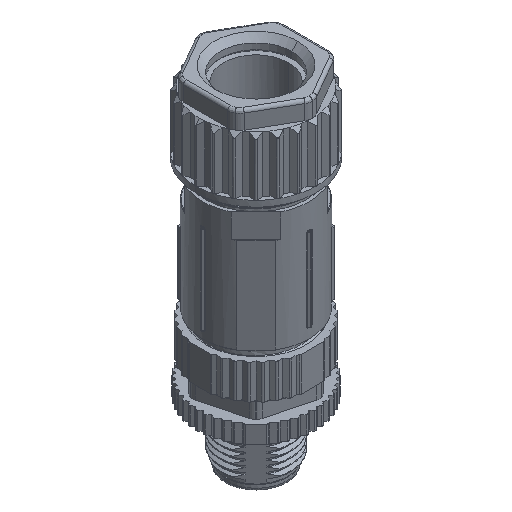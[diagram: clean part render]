
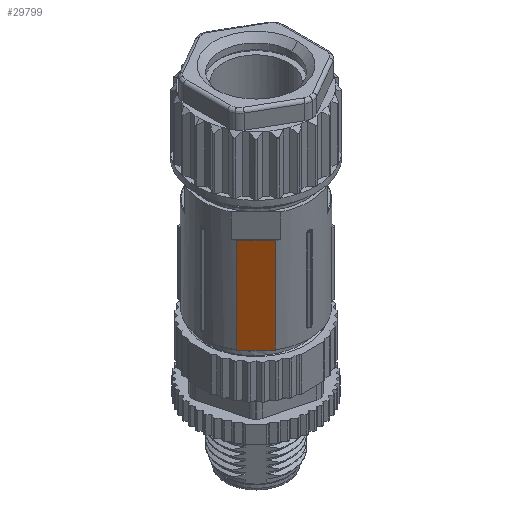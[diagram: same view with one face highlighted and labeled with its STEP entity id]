
A CAD part, isometric view. The second image highlights one B-rep face of the part: STEP entity #29799.
In plain terms, the highlighted planar face has unit normal (-0.707, -0.707, 0).
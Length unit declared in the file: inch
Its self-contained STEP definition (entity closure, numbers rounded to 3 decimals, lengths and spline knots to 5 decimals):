
#199 = DIRECTION ( 'NONE',  ( 0., 0., 1. ) ) ;
#258 = CARTESIAN_POINT ( 'NONE',  ( -0.30635, -0.17805, 0.8622 ) ) ;
#7995 = VERTEX_POINT ( 'NONE', #258 ) ;
#11887 = LINE ( 'NONE', #41634, #64986 ) ;
#13723 = CARTESIAN_POINT ( 'NONE',  ( -0.2422, -0.2422, 0.54724 ) ) ;
#17603 = AXIS2_PLACEMENT_3D ( 'NONE', #13723, #55221, #117491 ) ;
#18996 = VECTOR ( 'NONE', #40166, 39.37008 ) ;
#20856 = EDGE_CURVE ( 'NONE', #88866, #7995, #11887, .T. ) ;
#21359 = PLANE ( 'NONE',  #17603 ) ;
#29799 = ADVANCED_FACE ( 'NONE', ( #96672 ), #21359, .F. ) ;
#40166 = DIRECTION ( 'NONE',  ( 0., 0., -1. ) ) ;
#41459 = EDGE_CURVE ( 'NONE', #78765, #77794, #105171, .T. ) ;
#41634 = CARTESIAN_POINT ( 'NONE',  ( -0.30635, -0.17805, 0.21654 ) ) ;
#42250 = CARTESIAN_POINT ( 'NONE',  ( -0.30635, -0.17805, 0.23228 ) ) ;
#50556 = CARTESIAN_POINT ( 'NONE',  ( -0.17805, -0.30635, 0.54724 ) ) ;
#55221 = DIRECTION ( 'NONE',  ( 0.707, 0.707, 0. ) ) ;
#64986 = VECTOR ( 'NONE', #199, 39.37008 ) ;
#68254 = ORIENTED_EDGE ( 'NONE', *, *, #103718, .F. ) ;
#70664 = ORIENTED_EDGE ( 'NONE', *, *, #41459, .F. ) ;
#73929 = CARTESIAN_POINT ( 'NONE',  ( -0.2422, -0.2422, 0.23228 ) ) ;
#77697 = CARTESIAN_POINT ( 'NONE',  ( -0.17805, -0.30635, 0.8622 ) ) ;
#77794 = VERTEX_POINT ( 'NONE', #103915 ) ;
#78765 = VERTEX_POINT ( 'NONE', #77697 ) ;
#79555 = CARTESIAN_POINT ( 'NONE',  ( -0.2422, -0.2422, 0.8622 ) ) ;
#80344 = EDGE_LOOP ( 'NONE', ( #68254, #70664, #87804, #116177 ) ) ;
#81616 = DIRECTION ( 'NONE',  ( -0.707, 0.707, 0. ) ) ;
#85812 = EDGE_CURVE ( 'NONE', #7995, #78765, #132164, .T. ) ;
#87804 = ORIENTED_EDGE ( 'NONE', *, *, #85812, .F. ) ;
#88866 = VERTEX_POINT ( 'NONE', #42250 ) ;
#96672 = FACE_OUTER_BOUND ( 'NONE', #80344, .T. ) ;
#97007 = VECTOR ( 'NONE', #81616, 39.37008 ) ;
#103718 = EDGE_CURVE ( 'NONE', #77794, #88866, #114844, .T. ) ;
#103915 = CARTESIAN_POINT ( 'NONE',  ( -0.17805, -0.30635, 0.23228 ) ) ;
#105171 = LINE ( 'NONE', #50556, #18996 ) ;
#109043 = VECTOR ( 'NONE', #113446, 39.37008 ) ;
#113446 = DIRECTION ( 'NONE',  ( 0.707, -0.707, 0. ) ) ;
#114844 = LINE ( 'NONE', #73929, #97007 ) ;
#116177 = ORIENTED_EDGE ( 'NONE', *, *, #20856, .F. ) ;
#117491 = DIRECTION ( 'NONE',  ( -0.707, 0.707, 0. ) ) ;
#132164 = LINE ( 'NONE', #79555, #109043 ) ;
